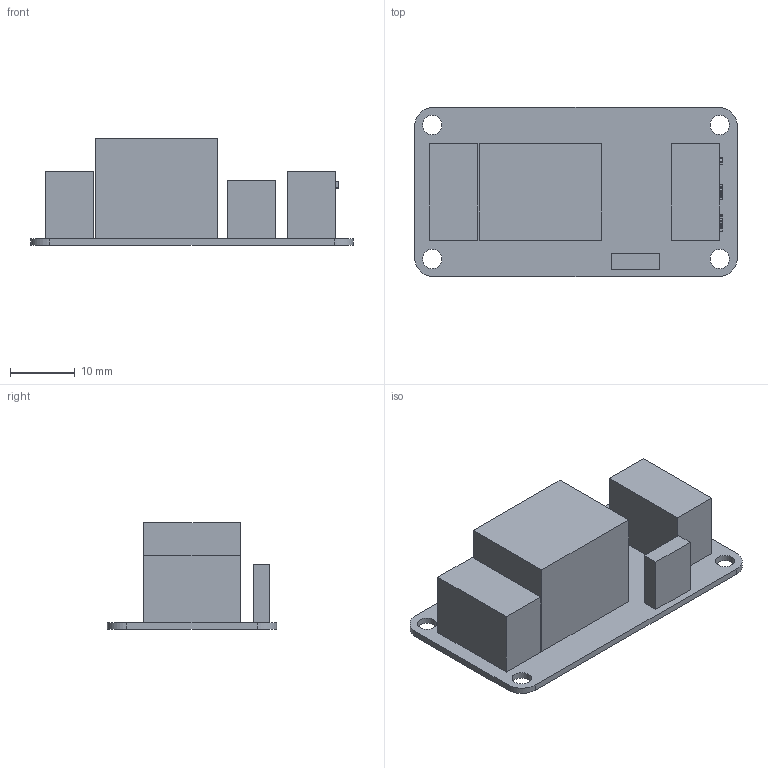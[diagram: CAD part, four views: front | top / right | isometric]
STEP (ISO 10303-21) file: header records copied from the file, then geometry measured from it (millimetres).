
FILE_DESCRIPTION(/* description */ (''),/* implementation_level */ '2;1');
FILE_NAME(/* name */ 'AEDIKO 5V Relay.step',/* time_stamp */ '2026-02-23T17:16:50-05:00',/* author */ (''),/* organization */ (''),/* preprocessor_version */ 'ST-DEVELOPER v20.1',/* originating_system */ 'Autodesk Translation Framework v14.24.0.0',/* authorisation */ '');
FILE_SCHEMA (('AUTOMOTIVE_DESIGN { 1 0 10303 214 3 1 1 }'));
Length unit declared in the file: millimetre
Products named in the file (1): 2026-02-23-12-44-59-620
Bounding box: 50 x 26.25 x 16.5 mm (x, y, z)
Volume: 7938.2 mm3; surface area: 5173.6 mm2
Topology: 1 solids, 1 shells, 177 faces, 474 edges, 316 vertices
Faces by surface type: plane 97, bspline 72, cylinder 8
Full cylindrical faces by diameter (mm): 3 x4
Entity records: 6193 total; most frequent: CARTESIAN_POINT 2192, ORIENTED_EDGE 948, DIRECTION 558, EDGE_CURVE 474, VERTEX_POINT 316, LINE 314, VECTOR 314, EDGE_LOOP 202
